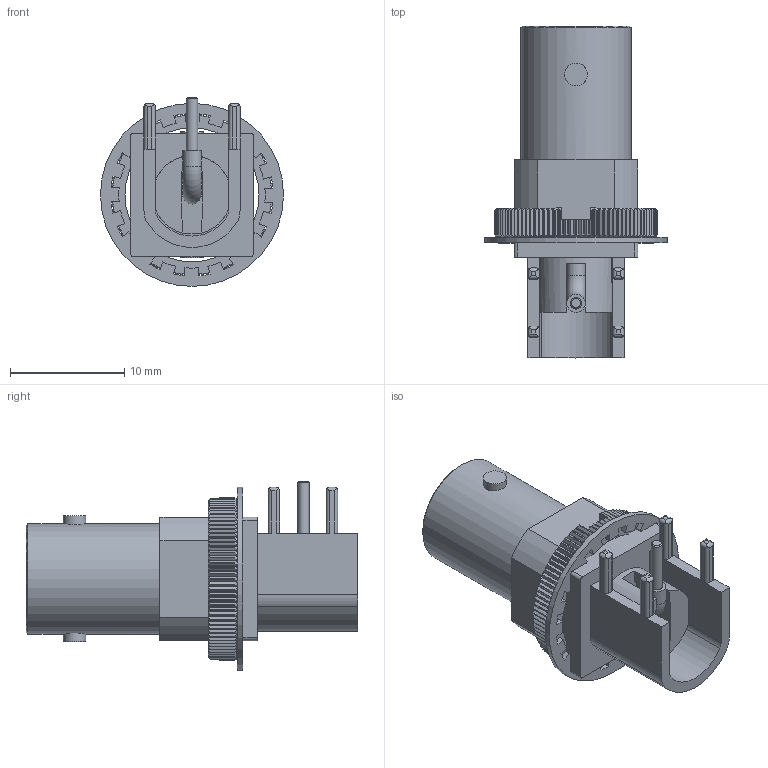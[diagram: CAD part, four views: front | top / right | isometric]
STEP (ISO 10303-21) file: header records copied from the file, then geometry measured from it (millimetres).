
FILE_DESCRIPTION( ( 'STEP AP214' ), '1' );
FILE_NAME( 'BNC7T-J-P-GN-RA-BH2D.stp', '2020-12-20T04:40:30', ( 'License CC BY-ND 4.0' ), ( 'CADENAS' ), ' ', 'PARTsolutions', ' ' );
FILE_SCHEMA( ( 'AUTOMOTIVE_DESIGN { 1 0 10303 214 1 1 1 1 }' ) );
Length unit declared in the file: millimetre
Products named in the file (6): BNC7T-J-P-GN-RA-BH2D; _BNC7T-G-P-GN-RA-BH2D_s; _BNC7T-G-P-GN-RA-BH2D_i; _BNC7T-G-P-GN-RA-BH2D_p; _BNC7T-G-P-GN-RA-BH2D_w; _BNC7T-G-P-GN-RA-BH2D_n
Assembly tree (5 placements, depth 2):
  BNC7T-J-P-GN-RA-BH2D
    _BNC7T-G-P-GN-RA-BH2D_s
    _BNC7T-G-P-GN-RA-BH2D_i
    _BNC7T-G-P-GN-RA-BH2D_p
    _BNC7T-G-P-GN-RA-BH2D_w
    _BNC7T-G-P-GN-RA-BH2D_n
Bounding box: 16 x 29 x 16.5 mm (x, y, z)
Volume: 1798.1 mm3; surface area: 2869.2 mm2
Topology: 5 solids, 5 shells, 820 faces, 2023 edges, 1222 vertices
Faces by surface type: plane 324, cylinder 299, cone 196, torus 1
Full cylindrical faces by diameter (mm): 1 x3, 1.35 x1, 1.42 x1, 1.6 x2, 1.98 x2, 2.03 x1, 2.1 x1, 5.94 x1, 6.1 x1, 6.18 x1, 7.1 x1, 8.13 x1, 9.65 x1, 11.717 x1, 16 x1
Entity records: 30964 total; most frequent: CARTESIAN_POINT 5289, DIRECTION 4066, ORIENTED_EDGE 3970, EDGE_CURVE 1985, AXIS2_PLACEMENT_3D 1641, VERTEX_POINT 1212, EDGE_LOOP 864, FACE_OUTER_BOUND 840
